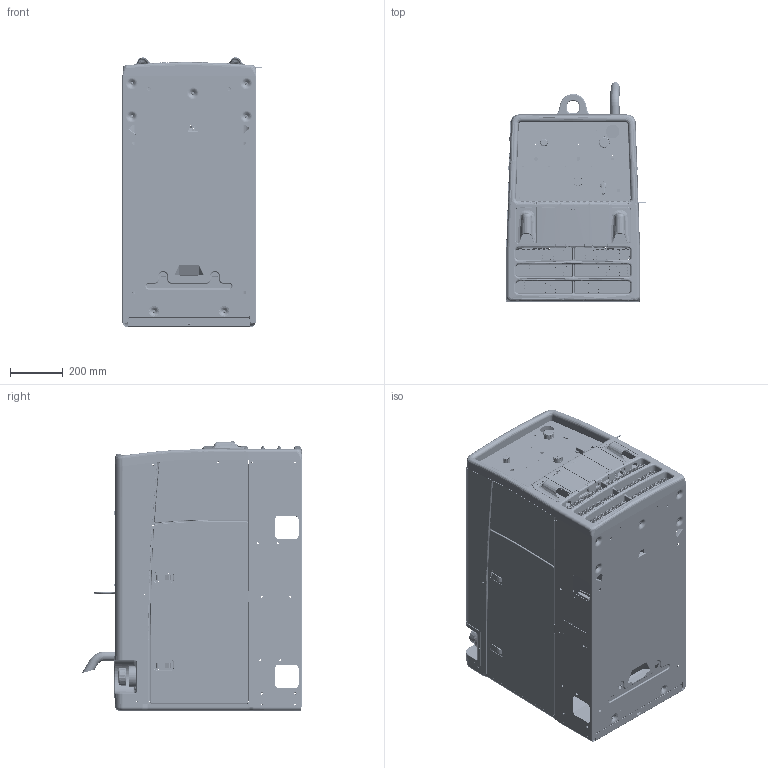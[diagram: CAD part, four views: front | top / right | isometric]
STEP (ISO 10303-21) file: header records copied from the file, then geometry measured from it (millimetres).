
FILE_DESCRIPTION (( 'STEP AP214' ), '1' );
FILE_NAME ('907500 SURFACES.STEP', '2024-03-14T18:02:55', ( '' ), ( '' ), 'SwSTEP 2.0', 'SolidWorks 2022', '' );
FILE_SCHEMA (( 'AUTOMOTIVE_DESIGN' ));
Length unit declared in the file: inch
Products named in the file (1): 907500 SURFACES
Bounding box: 530.87 x 835.77 x 1024.05 mm (x, y, z)
Surface area: 6823470.4 mm2 (no closed solid volume)
Topology: 0 solids, 112 shells, 4009 faces, 20722 edges, 16348 vertices
Faces by surface type: plane 2360, cylinder 885, torus 305, bspline 235, cone 132, sphere 92
Entity records: 287161 total; most frequent: CARTESIAN_POINT 73149, DIRECTION 33022, ORIENTED_EDGE 28540, EDGE_CURVE 20721, VERTEX_POINT 16348, LINE 11870, VECTOR 11870, AXIS2_PLACEMENT_3D 10576
